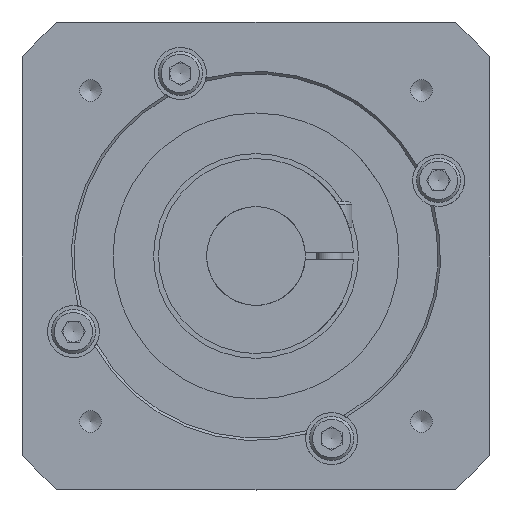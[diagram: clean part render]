
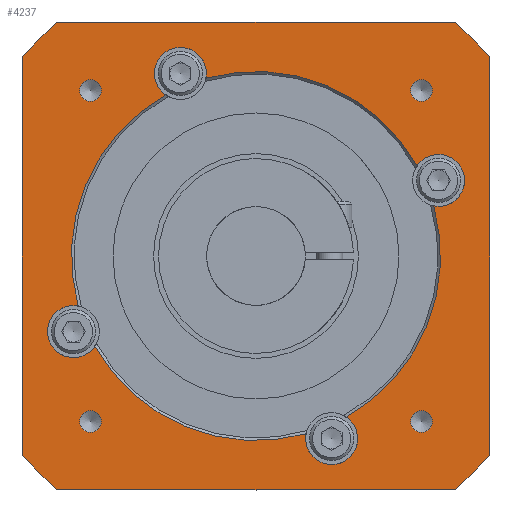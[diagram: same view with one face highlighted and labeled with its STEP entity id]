
A CAD part, front view. The second image highlights one B-rep face of the part: STEP entity #4237.
In plain terms, the highlighted planar face has unit normal (0, -1, 0).
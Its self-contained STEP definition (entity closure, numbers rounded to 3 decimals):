
#353=LINE('',#7776,#566);
#354=LINE('',#7780,#567);
#355=LINE('',#7784,#568);
#356=LINE('',#7787,#569);
#566=VECTOR('',#6253,1000.);
#567=VECTOR('',#6256,1000.);
#568=VECTOR('',#6259,1000.);
#569=VECTOR('',#6262,1000.);
#716=PLANE('',#4979);
#993=FACE_BOUND('',#1693,.T.);
#994=FACE_BOUND('',#1694,.T.);
#995=FACE_BOUND('',#1695,.T.);
#996=FACE_BOUND('',#1696,.T.);
#997=FACE_BOUND('',#1697,.T.);
#1258=FACE_OUTER_BOUND('',#1692,.T.);
#1692=EDGE_LOOP('',(#3768,#3769,#3770,#3771,#3772,#3773,#3774,#3775));
#1693=EDGE_LOOP('',(#3776));
#1694=EDGE_LOOP('',(#3777));
#1695=EDGE_LOOP('',(#3778));
#1696=EDGE_LOOP('',(#3779));
#1697=EDGE_LOOP('',(#3780,#3781,#3782,#3783,#3784,#3785,#3786,#3787));
#1954=CIRCLE('',#4906,5.);
#1958=CIRCLE('',#4913,5.);
#1963=CIRCLE('',#4922,5.);
#1968=CIRCLE('',#4931,5.);
#1977=CIRCLE('',#4946,2.1);
#1979=CIRCLE('',#4950,2.1);
#1981=CIRCLE('',#4954,2.1);
#1983=CIRCLE('',#4958,2.1);
#1987=CIRCLE('',#4966,35.5);
#1990=CIRCLE('',#4971,35.5);
#1993=CIRCLE('',#4976,35.5);
#1995=CIRCLE('',#4980,59.);
#1996=CIRCLE('',#4981,59.);
#1997=CIRCLE('',#4982,59.);
#1998=CIRCLE('',#4983,59.);
#1999=CIRCLE('',#4984,35.5);
#2308=VERTEX_POINT('',#7644);
#2309=VERTEX_POINT('',#7646);
#2314=VERTEX_POINT('',#7659);
#2315=VERTEX_POINT('',#7660);
#2323=VERTEX_POINT('',#7679);
#2324=VERTEX_POINT('',#7680);
#2332=VERTEX_POINT('',#7699);
#2333=VERTEX_POINT('',#7700);
#2345=VERTEX_POINT('',#7729);
#2347=VERTEX_POINT('',#7735);
#2349=VERTEX_POINT('',#7741);
#2351=VERTEX_POINT('',#7747);
#2354=VERTEX_POINT('',#7772);
#2355=VERTEX_POINT('',#7773);
#2356=VERTEX_POINT('',#7775);
#2357=VERTEX_POINT('',#7777);
#2358=VERTEX_POINT('',#7779);
#2359=VERTEX_POINT('',#7781);
#2360=VERTEX_POINT('',#7783);
#2361=VERTEX_POINT('',#7785);
#2792=EDGE_CURVE('',#2308,#2309,#1954,.T.);
#2798=EDGE_CURVE('',#2314,#2315,#1958,.T.);
#2807=EDGE_CURVE('',#2323,#2324,#1963,.T.);
#2816=EDGE_CURVE('',#2332,#2333,#1968,.T.);
#2829=EDGE_CURVE('',#2345,#2345,#1977,.T.);
#2831=EDGE_CURVE('',#2347,#2347,#1979,.T.);
#2833=EDGE_CURVE('',#2349,#2349,#1981,.T.);
#2835=EDGE_CURVE('',#2351,#2351,#1983,.T.);
#2839=EDGE_CURVE('',#2323,#2333,#1987,.T.);
#2842=EDGE_CURVE('',#2308,#2315,#1990,.T.);
#2845=EDGE_CURVE('',#2314,#2324,#1993,.T.);
#2847=EDGE_CURVE('',#2354,#2355,#1995,.T.);
#2848=EDGE_CURVE('',#2356,#2354,#353,.T.);
#2849=EDGE_CURVE('',#2357,#2356,#1996,.T.);
#2850=EDGE_CURVE('',#2358,#2357,#354,.T.);
#2851=EDGE_CURVE('',#2359,#2358,#1997,.T.);
#2852=EDGE_CURVE('',#2360,#2359,#355,.T.);
#2853=EDGE_CURVE('',#2361,#2360,#1998,.T.);
#2854=EDGE_CURVE('',#2355,#2361,#356,.T.);
#2855=EDGE_CURVE('',#2332,#2309,#1999,.T.);
#3768=ORIENTED_EDGE('',*,*,#2847,.F.);
#3769=ORIENTED_EDGE('',*,*,#2848,.F.);
#3770=ORIENTED_EDGE('',*,*,#2849,.F.);
#3771=ORIENTED_EDGE('',*,*,#2850,.F.);
#3772=ORIENTED_EDGE('',*,*,#2851,.F.);
#3773=ORIENTED_EDGE('',*,*,#2852,.F.);
#3774=ORIENTED_EDGE('',*,*,#2853,.F.);
#3775=ORIENTED_EDGE('',*,*,#2854,.F.);
#3776=ORIENTED_EDGE('',*,*,#2835,.F.);
#3777=ORIENTED_EDGE('',*,*,#2833,.F.);
#3778=ORIENTED_EDGE('',*,*,#2831,.F.);
#3779=ORIENTED_EDGE('',*,*,#2829,.F.);
#3780=ORIENTED_EDGE('',*,*,#2855,.T.);
#3781=ORIENTED_EDGE('',*,*,#2792,.F.);
#3782=ORIENTED_EDGE('',*,*,#2842,.T.);
#3783=ORIENTED_EDGE('',*,*,#2798,.F.);
#3784=ORIENTED_EDGE('',*,*,#2845,.T.);
#3785=ORIENTED_EDGE('',*,*,#2807,.F.);
#3786=ORIENTED_EDGE('',*,*,#2839,.T.);
#3787=ORIENTED_EDGE('',*,*,#2816,.F.);
#4237=ADVANCED_FACE('',(#1258,#993,#994,#995,#996,#997),#716,.F.);
#4906=AXIS2_PLACEMENT_3D('',#7647,#6096,#6097);
#4913=AXIS2_PLACEMENT_3D('',#7661,#6111,#6112);
#4922=AXIS2_PLACEMENT_3D('',#7681,#6131,#6132);
#4931=AXIS2_PLACEMENT_3D('',#7701,#6151,#6152);
#4946=AXIS2_PLACEMENT_3D('',#7730,#6183,#6184);
#4950=AXIS2_PLACEMENT_3D('',#7736,#6191,#6192);
#4954=AXIS2_PLACEMENT_3D('',#7742,#6199,#6200);
#4958=AXIS2_PLACEMENT_3D('',#7748,#6207,#6208);
#4966=AXIS2_PLACEMENT_3D('',#7758,#6223,#6224);
#4971=AXIS2_PLACEMENT_3D('',#7763,#6233,#6234);
#4976=AXIS2_PLACEMENT_3D('',#7768,#6243,#6244);
#4979=AXIS2_PLACEMENT_3D('',#7771,#6249,#6250);
#4980=AXIS2_PLACEMENT_3D('',#7774,#6251,#6252);
#4981=AXIS2_PLACEMENT_3D('',#7778,#6254,#6255);
#4982=AXIS2_PLACEMENT_3D('',#7782,#6257,#6258);
#4983=AXIS2_PLACEMENT_3D('',#7786,#6260,#6261);
#4984=AXIS2_PLACEMENT_3D('',#7788,#6263,#6264);
#6096=DIRECTION('center_axis',(0.,-1.,0.));
#6097=DIRECTION('ref_axis',(0.,0.,-1.));
#6111=DIRECTION('center_axis',(0.,-1.,0.));
#6112=DIRECTION('ref_axis',(0.,0.,-1.));
#6131=DIRECTION('center_axis',(0.,-1.,0.));
#6132=DIRECTION('ref_axis',(0.,0.,-1.));
#6151=DIRECTION('center_axis',(0.,-1.,0.));
#6152=DIRECTION('ref_axis',(0.,0.,-1.));
#6183=DIRECTION('center_axis',(0.,-1.,0.));
#6184=DIRECTION('ref_axis',(0.,0.,-1.));
#6191=DIRECTION('center_axis',(0.,-1.,0.));
#6192=DIRECTION('ref_axis',(0.,0.,-1.));
#6199=DIRECTION('center_axis',(0.,-1.,0.));
#6200=DIRECTION('ref_axis',(0.,0.,-1.));
#6207=DIRECTION('center_axis',(0.,-1.,0.));
#6208=DIRECTION('ref_axis',(0.,0.,-1.));
#6223=DIRECTION('center_axis',(0.,1.,0.));
#6224=DIRECTION('ref_axis',(0.,0.,1.));
#6233=DIRECTION('center_axis',(0.,1.,0.));
#6234=DIRECTION('ref_axis',(0.,0.,1.));
#6243=DIRECTION('center_axis',(0.,1.,0.));
#6244=DIRECTION('ref_axis',(0.,0.,1.));
#6249=DIRECTION('center_axis',(0.,1.,0.));
#6250=DIRECTION('ref_axis',(0.,0.,1.));
#6251=DIRECTION('center_axis',(0.,1.,0.));
#6252=DIRECTION('ref_axis',(0.,0.,1.));
#6253=DIRECTION('',(1.,0.,0.));
#6254=DIRECTION('center_axis',(0.,1.,0.));
#6255=DIRECTION('ref_axis',(0.,0.,1.));
#6256=DIRECTION('',(0.,0.,1.));
#6257=DIRECTION('center_axis',(0.,1.,0.));
#6258=DIRECTION('ref_axis',(0.,0.,1.));
#6259=DIRECTION('',(-1.,0.,0.));
#6260=DIRECTION('center_axis',(0.,1.,0.));
#6261=DIRECTION('ref_axis',(0.,0.,1.));
#6262=DIRECTION('',(0.,0.,-1.));
#6263=DIRECTION('center_axis',(0.,1.,0.));
#6264=DIRECTION('ref_axis',(0.,0.,1.));
#7644=CARTESIAN_POINT('',(-9.631,0.,34.169));
#7646=CARTESIAN_POINT('',(-17.351,0.,30.971));
#7647=CARTESIAN_POINT('Origin',(-14.542,0.,35.107));
#7659=CARTESIAN_POINT('',(34.169,0.,9.631));
#7660=CARTESIAN_POINT('',(30.971,0.,17.351));
#7661=CARTESIAN_POINT('Origin',(35.107,0.,14.542));
#7679=CARTESIAN_POINT('',(9.631,0.,-34.169));
#7680=CARTESIAN_POINT('',(17.351,0.,-30.971));
#7681=CARTESIAN_POINT('Origin',(14.542,0.,-35.107));
#7699=CARTESIAN_POINT('',(-34.169,0.,-9.631));
#7700=CARTESIAN_POINT('',(-30.971,0.,-17.351));
#7701=CARTESIAN_POINT('Origin',(-35.107,0.,-14.542));
#7729=CARTESIAN_POINT('',(-31.82,0.,29.72));
#7730=CARTESIAN_POINT('Origin',(-31.82,0.,31.82));
#7735=CARTESIAN_POINT('',(31.82,0.,29.72));
#7736=CARTESIAN_POINT('Origin',(31.82,0.,31.82));
#7741=CARTESIAN_POINT('',(31.82,0.,-33.92));
#7742=CARTESIAN_POINT('Origin',(31.82,0.,-31.82));
#7747=CARTESIAN_POINT('',(-31.82,0.,-33.92));
#7748=CARTESIAN_POINT('Origin',(-31.82,0.,-31.82));
#7758=CARTESIAN_POINT('Origin',(0.,0.,0.));
#7763=CARTESIAN_POINT('Origin',(0.,0.,0.));
#7768=CARTESIAN_POINT('Origin',(0.,0.,0.));
#7771=CARTESIAN_POINT('Origin',(-45.,0.,45.));
#7772=CARTESIAN_POINT('',(38.158,0.,45.));
#7773=CARTESIAN_POINT('',(45.,0.,38.158));
#7774=CARTESIAN_POINT('Origin',(0.,0.,0.));
#7775=CARTESIAN_POINT('',(-38.158,0.,45.));
#7776=CARTESIAN_POINT('',(-45.,0.,45.));
#7777=CARTESIAN_POINT('',(-45.,0.,38.158));
#7778=CARTESIAN_POINT('Origin',(0.,0.,0.));
#7779=CARTESIAN_POINT('',(-45.,0.,-38.158));
#7780=CARTESIAN_POINT('',(-45.,0.,-45.));
#7781=CARTESIAN_POINT('',(-38.158,0.,-45.));
#7782=CARTESIAN_POINT('Origin',(0.,0.,0.));
#7783=CARTESIAN_POINT('',(38.158,0.,-45.));
#7784=CARTESIAN_POINT('',(-45.,0.,-45.));
#7785=CARTESIAN_POINT('',(45.,0.,-38.158));
#7786=CARTESIAN_POINT('Origin',(0.,0.,0.));
#7787=CARTESIAN_POINT('',(45.,0.,-45.));
#7788=CARTESIAN_POINT('Origin',(0.,0.,0.));
